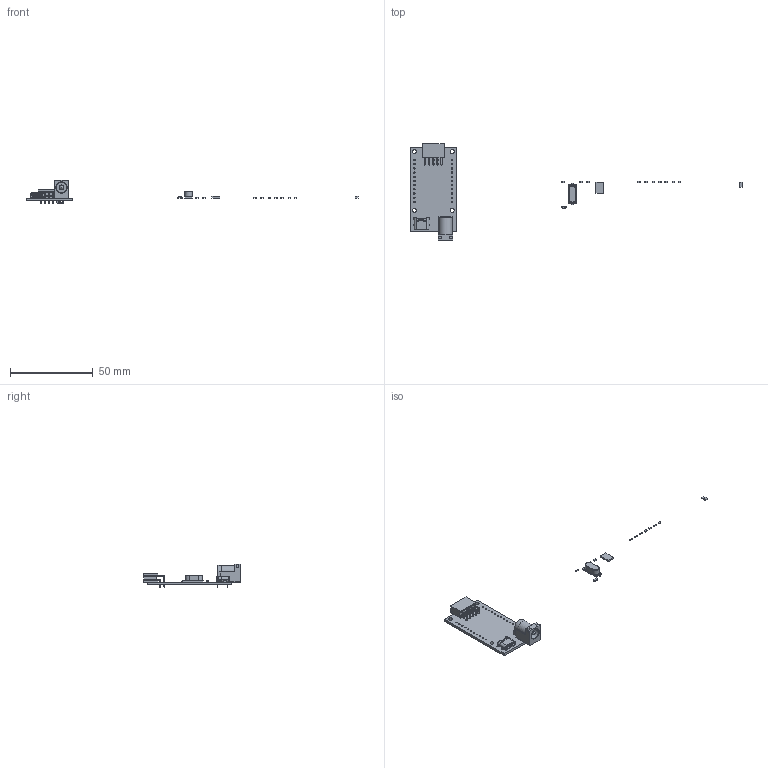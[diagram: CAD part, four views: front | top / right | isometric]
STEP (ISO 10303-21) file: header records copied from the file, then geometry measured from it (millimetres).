
FILE_DESCRIPTION(('Open CASCADE Model'),'2;1');
FILE_NAME('Open CASCADE Shape Model','2023-06-09T17:34:17',('Author'),( 'Open CASCADE'),'Open CASCADE STEP processor 7.5','Open CASCADE 7.5' ,'Unknown');
FILE_SCHEMA(('AUTOMOTIVE_DESIGN { 1 0 10303 214 1 1 1 1 }'));
Length unit declared in the file: millimetre
Products named in the file (45): PCB; Board; Open CASCADE STEP translator 7.5 1.1.1; J_; 613010243121; Open CASCADE STEP translator 7.5 1.2.1.1; Open CASCADE STEP translator 7.5 1.2.1.2; Open CASCADE STEP translator 7.5 1.2.1.3; Open CASCADE STEP translator 7.5 1.2.1.4; Open CASCADE STEP translator 7.5 1.2.1.5; Open CASCADE STEP translator 7.5 1.2.1.6; Open CASCADE STEP translator 7.5 1.2.1.7; Open CASCADE STEP translator 7.5 1.2.1.8; Open CASCADE STEP translator 7.5 1.2.1.9; Open CASCADE STEP translator 7.5 1.2.1.10; Open CASCADE STEP translator 7.5 1.2.1.11; D3; BAT760; Y1; 7014800272; U2; 7821573872; Extruded; U1; 7821575632; R3; 6479528816; 6479529056; R2; R1; J4; USB4125-GF-A--3DModel-STEP-56544; J1; CUI_DEVICES_PJ-037A; F1; D1; 0603 - LED; C5; C4; C3 ...
Assembly tree (69 placements, depth 4):
  PCB
    Board
      Open CASCADE STEP translator 7.5 1.1.1
    J_
      613010243121
        Open CASCADE STEP translator 7.5 1.2.1.1
        Open CASCADE STEP translator 7.5 1.2.1.2
        Open CASCADE STEP translator 7.5 1.2.1.3
        Open CASCADE STEP translator 7.5 1.2.1.4
        Open CASCADE STEP translator 7.5 1.2.1.5
        Open CASCADE STEP translator 7.5 1.2.1.6
        Open CASCADE STEP translator 7.5 1.2.1.7
        Open CASCADE STEP translator 7.5 1.2.1.8
        Open CASCADE STEP translator 7.5 1.2.1.9
        Open CASCADE STEP translator 7.5 1.2.1.10
        Open CASCADE STEP translator 7.5 1.2.1.11
    D3
      BAT760
    Y1
      7014800272
    U2
      7821573872
        Extruded
    U1
      7821575632
        Extruded
    R3
      6479528816
        Extruded
      6479529056  x2
        Extruded
    R2
      6479528816
        Extruded
      6479529056  x2
        Extruded
    R1
      6479528816
        Extruded
      6479529056  x2
        Extruded
    J4
      USB4125-GF-A--3DModel-STEP-56544
    J1
      CUI_DEVICES_PJ-037A
    F1
      6479528816
        Extruded
      6479529056  x2
        Extruded
    D1
      0603 - LED
    C5
      6479528816
        Extruded
      6479529056  x2
        Extruded
    C4
      6479528816
        Extruded
Bounding box: 201.1 x 58.49 x 14.5 mm (x, y, z)
Volume: 3844.8 mm3; surface area: 6713.4 mm2
Topology: 70 solids, 72 shells, 1558 faces, 3950 edges, 2534 vertices
Faces by surface type: plane 1194, cylinder 286, bspline 42, cone 18, torus 17, sphere 1
Full cylindrical faces by diameter (mm): 0.812 x22, 1.03 x10, 2.4 x4
Entity records: 46410 total; most frequent: CARTESIAN_POINT 9839, ORIENTED_EDGE 7294, DIRECTION 6860, EDGE_CURVE 3647, LINE 2890, VECTOR 2890, VERTEX_POINT 2334, AXIS2_PLACEMENT_3D 1985
